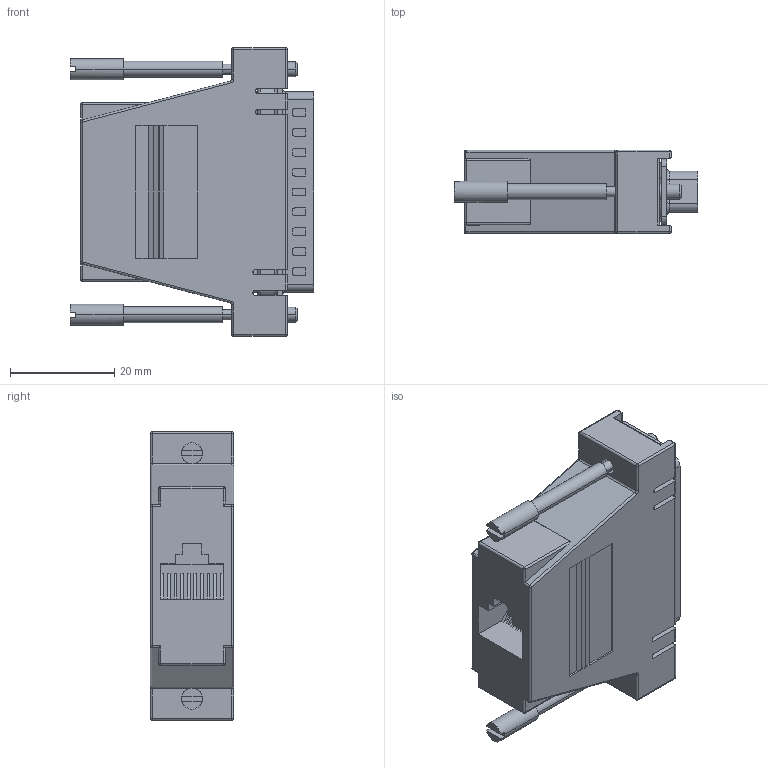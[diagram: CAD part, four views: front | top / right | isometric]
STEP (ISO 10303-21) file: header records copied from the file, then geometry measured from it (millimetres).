
FILE_DESCRIPTION (( 'STEP AP203' ), '1' );
FILE_NAME ('RA2510M.STEP', '2006-06-23T20:12:26', ( 'lcom' ), ( 'lcom' ), 'SwSTEP 2.0', 'SolidWorks 2006004', '' );
FILE_SCHEMA (( 'CONFIG_CONTROL_DESIGN' ));
Length unit declared in the file: inch
Products named in the file (6): C&P25M; MA2_CSMN9 Screw; RA2510M BODY; RA2510M; CRIMP&POKE M
Assembly tree (30 placements, depth 3):
  RA2510M
    MA2_CSMN9 Screw  x2
    C&P25M
      CRIMP&POKE M  x25
      C&P25M
    RA2510M BODY
Bounding box: 46.6 x 16 x 55.37 mm (x, y, z)
Volume: 16555.8 mm3; surface area: 16795.9 mm2
Topology: 29 solids, 29 shells, 1255 faces, 2947 edges, 1872 vertices
Faces by surface type: cylinder 572, plane 550, cone 54, sphere 41, torus 24, bspline 14
Entity records: 27598 total; most frequent: CARTESIAN_POINT 5734, DIRECTION 4394, ORIENTED_EDGE 4146, EDGE_CURVE 2073, AXIS2_PLACEMENT_3D 1517, LINE 1360, VECTOR 1360, VERTEX_POINT 1341
